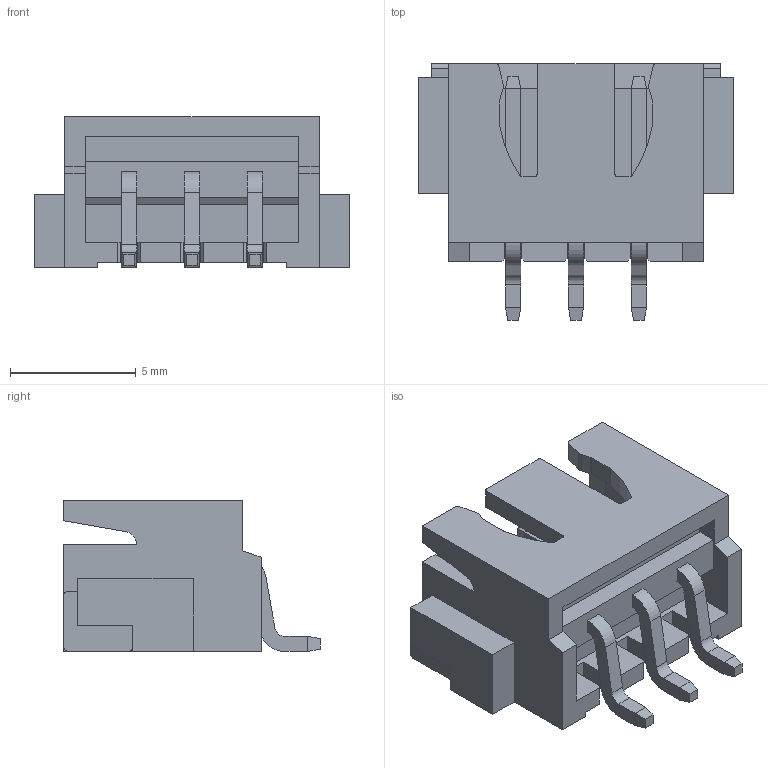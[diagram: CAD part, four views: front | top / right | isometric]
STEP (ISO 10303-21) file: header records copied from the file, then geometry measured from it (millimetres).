
FILE_DESCRIPTION (( 'STEP AP214' ), '1' );
FILE_NAME ('S3B-XH-SM4-TB.STEP', '2019-10-05T08:27:43', ( 'AVRASM1234' ), ( '' ), 'SwSTEP 2.0', 'SolidWorks 2017', '' );
FILE_SCHEMA (( 'AUTOMOTIVE_DESIGN' ));
Length unit declared in the file: millimetre
Products named in the file (1): S3B-XH-SM4-TB
Bounding box: 12.5 x 10.2 x 6 mm (x, y, z)
Volume: 247.1 mm3; surface area: 766.9 mm2
Topology: 6 solids, 6 shells, 238 faces, 648 edges, 422 vertices
Faces by surface type: plane 201, cylinder 37
Entity records: 8082 total; most frequent: CARTESIAN_POINT 1309, ORIENTED_EDGE 1296, DIRECTION 1200, EDGE_CURVE 648, LINE 574, VECTOR 574, VERTEX_POINT 422, AXIS2_PLACEMENT_3D 313
